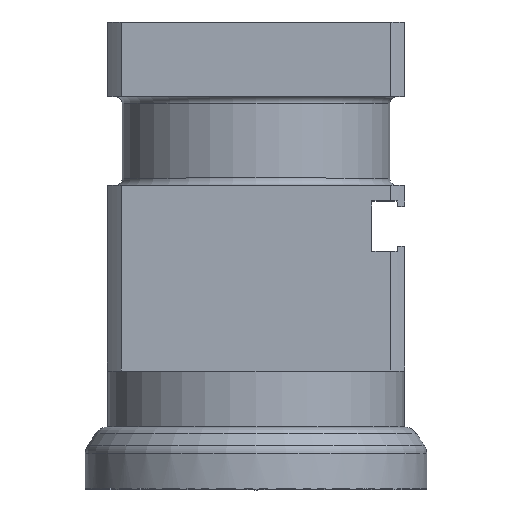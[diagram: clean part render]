
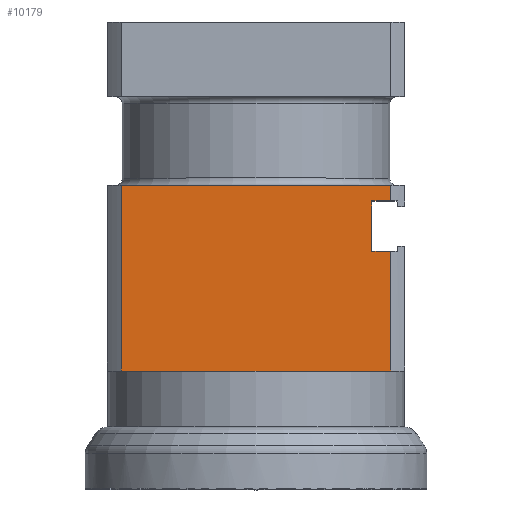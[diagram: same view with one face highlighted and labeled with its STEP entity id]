
A CAD part, top view. The second image highlights one B-rep face of the part: STEP entity #10179.
In plain terms, the highlighted planar face has unit normal (0, 0, 1).
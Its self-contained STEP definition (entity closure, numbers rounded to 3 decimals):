
#445=LINE('',#18006,#935);
#448=LINE('',#18015,#938);
#458=LINE('',#18047,#948);
#462=LINE('',#18057,#952);
#466=LINE('',#18068,#956);
#471=LINE('',#18082,#961);
#474=LINE('',#18089,#964);
#483=LINE('',#18163,#973);
#490=LINE('',#18191,#980);
#935=VECTOR('',#15003,18.138);
#938=VECTOR('',#15012,18.138);
#948=VECTOR('',#15042,2.538);
#952=VECTOR('',#15050,6.8);
#956=VECTOR('',#15060,2.538);
#961=VECTOR('',#15075,16.1);
#964=VECTOR('',#15082,2.1);
#973=VECTOR('',#15175,36.277);
#980=VECTOR('',#15202,25.);
#2028=FACE_OUTER_BOUND('',#2631,.T.);
#2631=EDGE_LOOP('',(#8877,#8878,#8879,#8880,#8881,#8882,#8883,#8884,#8885));
#3641=VERTEX_POINT('',#15306);
#4510=VERTEX_POINT('',#18005);
#4513=VERTEX_POINT('',#18013);
#4524=VERTEX_POINT('',#18044);
#4525=VERTEX_POINT('',#18046);
#4529=VERTEX_POINT('',#18056);
#4531=VERTEX_POINT('',#18061);
#4539=VERTEX_POINT('',#18087);
#4562=VERTEX_POINT('',#18161);
#5936=EDGE_CURVE('',#3641,#4510,#445,.T.);
#5941=EDGE_CURVE('',#4513,#3641,#448,.T.);
#5956=EDGE_CURVE('',#4525,#4524,#458,.T.);
#5961=EDGE_CURVE('',#4529,#4525,#462,.T.);
#5967=EDGE_CURVE('',#4531,#4529,#466,.T.);
#5974=EDGE_CURVE('',#4531,#4513,#471,.T.);
#5978=EDGE_CURVE('',#4539,#4524,#474,.T.);
#6007=EDGE_CURVE('',#4562,#4539,#483,.T.);
#6020=EDGE_CURVE('',#4562,#4510,#490,.T.);
#8877=ORIENTED_EDGE('',*,*,#5956,.T.);
#8878=ORIENTED_EDGE('',*,*,#5978,.F.);
#8879=ORIENTED_EDGE('',*,*,#6007,.F.);
#8880=ORIENTED_EDGE('',*,*,#6020,.T.);
#8881=ORIENTED_EDGE('',*,*,#5936,.F.);
#8882=ORIENTED_EDGE('',*,*,#5941,.F.);
#8883=ORIENTED_EDGE('',*,*,#5974,.F.);
#8884=ORIENTED_EDGE('',*,*,#5967,.T.);
#8885=ORIENTED_EDGE('',*,*,#5961,.T.);
#9069=PLANE('',#11700);
#10179=ADVANCED_FACE('',(#2028),#9069,.T.);
#11700=AXIS2_PLACEMENT_3D('',#18190,#15200,#15201);
#15003=DIRECTION('',(-1.,0.,0.));
#15012=DIRECTION('',(-1.,0.,0.));
#15042=DIRECTION('',(1.,0.,0.));
#15050=DIRECTION('',(0.,1.,0.));
#15060=DIRECTION('',(-1.,0.,0.));
#15075=DIRECTION('',(0.,-1.,0.));
#15082=DIRECTION('',(0.,-1.,0.));
#15175=DIRECTION('',(1.,0.,0.));
#15200=DIRECTION('center_axis',(0.,0.,1.));
#15201=DIRECTION('ref_axis',(1.,0.,0.));
#15202=DIRECTION('',(0.,-1.,0.));
#15306=CARTESIAN_POINT('',(0.,10.,20.));
#18005=CARTESIAN_POINT('',(-18.138,10.,20.));
#18006=CARTESIAN_POINT('',(1.931,10.,20.));
#18013=CARTESIAN_POINT('',(18.138,10.,20.));
#18015=CARTESIAN_POINT('',(1.931,10.,20.));
#18044=CARTESIAN_POINT('',(18.138,32.9,20.));
#18046=CARTESIAN_POINT('',(15.6,32.9,20.));
#18047=CARTESIAN_POINT('',(0.431,32.9,20.));
#18056=CARTESIAN_POINT('',(15.6,26.1,20.));
#18057=CARTESIAN_POINT('',(15.6,44.95,20.));
#18061=CARTESIAN_POINT('',(18.138,26.1,20.));
#18068=CARTESIAN_POINT('',(-1.269,26.1,20.));
#18082=CARTESIAN_POINT('',(18.138,57.,20.));
#18087=CARTESIAN_POINT('',(18.138,35.,20.));
#18089=CARTESIAN_POINT('',(18.138,57.,20.));
#18161=CARTESIAN_POINT('',(-18.138,35.,20.));
#18163=CARTESIAN_POINT('',(2.306,35.,20.));
#18190=CARTESIAN_POINT('Origin',(-18.138,57.,20.));
#18191=CARTESIAN_POINT('',(-18.138,57.,20.));
